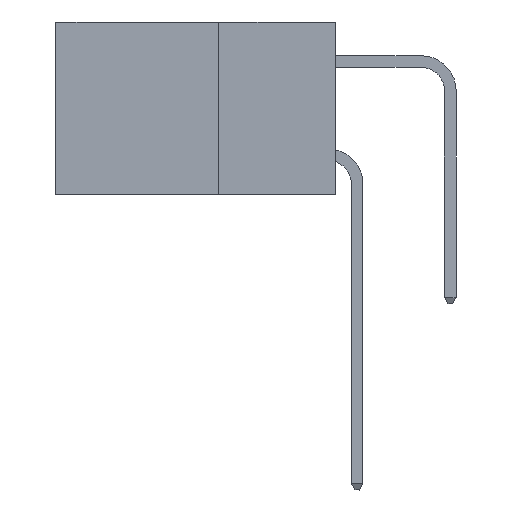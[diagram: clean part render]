
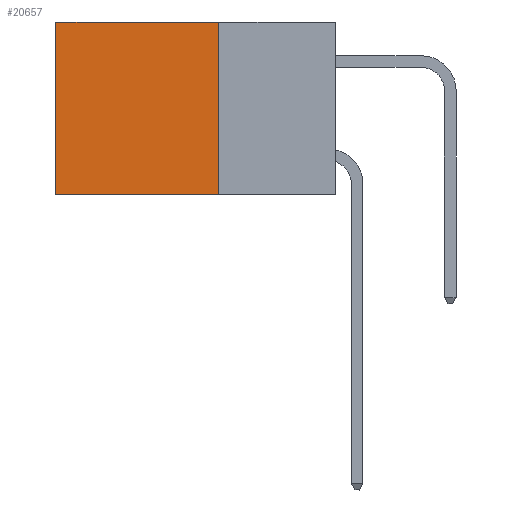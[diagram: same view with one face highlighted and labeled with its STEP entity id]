
A CAD part, left-side view. The second image highlights one B-rep face of the part: STEP entity #20657.
In plain terms, the highlighted planar face has unit normal (-1, 0, 0).
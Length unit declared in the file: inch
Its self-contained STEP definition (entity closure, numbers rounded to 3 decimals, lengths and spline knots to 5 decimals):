
#1244 = DIRECTION ( 'NONE',  ( 1., 0., 0. ) ) ;
#3310 = LINE ( 'NONE', #12935, #6631 ) ;
#4108 = DIRECTION ( 'NONE',  ( 0., 0., -1. ) ) ;
#4435 = FACE_OUTER_BOUND ( 'NONE', #12655, .T. ) ;
#4939 = CARTESIAN_POINT ( 'NONE',  ( 0.2875, 0.25, -0.37 ) ) ;
#5059 = VERTEX_POINT ( 'NONE', #14420 ) ;
#6631 = VECTOR ( 'NONE', #32360, 39.37008 ) ;
#6896 = CARTESIAN_POINT ( 'NONE',  ( 0.2875, 0.6, 0. ) ) ;
#8416 = VERTEX_POINT ( 'NONE', #24583 ) ;
#9081 = EDGE_CURVE ( 'NONE', #41768, #8416, #3310, .T. ) ;
#9459 = LINE ( 'NONE', #23301, #40747 ) ;
#9585 = EDGE_CURVE ( 'NONE', #28230, #8416, #39367, .T. ) ;
#10747 = CARTESIAN_POINT ( 'NONE',  ( 0.2875, 0.6, 0. ) ) ;
#11626 = DIRECTION ( 'NONE',  ( 0., 0., -1. ) ) ;
#12655 = EDGE_LOOP ( 'NONE', ( #33602, #18239, #21248, #22945 ) ) ;
#12935 = CARTESIAN_POINT ( 'NONE',  ( 0.2875, 0.25, -0.37 ) ) ;
#13485 = EDGE_CURVE ( 'NONE', #5059, #41768, #24429, .T. ) ;
#13500 = DIRECTION ( 'NONE',  ( 0., 1., 0. ) ) ;
#14420 = CARTESIAN_POINT ( 'NONE',  ( 0.2875, 0.25, 0. ) ) ;
#15453 = AXIS2_PLACEMENT_3D ( 'NONE', #17467, #1244, #23443 ) ;
#17467 = CARTESIAN_POINT ( 'NONE',  ( 0.2875, 0.25, 0. ) ) ;
#18239 = ORIENTED_EDGE ( 'NONE', *, *, #9081, .F. ) ;
#20657 = ADVANCED_FACE ( 'NONE', ( #4435 ), #39716, .F. ) ;
#20803 = VECTOR ( 'NONE', #4108, 39.37008 ) ;
#21248 = ORIENTED_EDGE ( 'NONE', *, *, #13485, .F. ) ;
#21326 = EDGE_CURVE ( 'NONE', #5059, #28230, #9459, .T. ) ;
#22945 = ORIENTED_EDGE ( 'NONE', *, *, #21326, .T. ) ;
#23301 = CARTESIAN_POINT ( 'NONE',  ( 0.2875, 0.25, 0. ) ) ;
#23443 = DIRECTION ( 'NONE',  ( 0., 0., -1. ) ) ;
#24429 = LINE ( 'NONE', #34265, #25173 ) ;
#24583 = CARTESIAN_POINT ( 'NONE',  ( 0.2875, 0.6, -0.37 ) ) ;
#25173 = VECTOR ( 'NONE', #11626, 39.37008 ) ;
#28230 = VERTEX_POINT ( 'NONE', #10747 ) ;
#32360 = DIRECTION ( 'NONE',  ( 0., 1., 0. ) ) ;
#33602 = ORIENTED_EDGE ( 'NONE', *, *, #9585, .T. ) ;
#34265 = CARTESIAN_POINT ( 'NONE',  ( 0.2875, 0.25, 0. ) ) ;
#39367 = LINE ( 'NONE', #6896, #20803 ) ;
#39716 = PLANE ( 'NONE',  #15453 ) ;
#40747 = VECTOR ( 'NONE', #13500, 39.37008 ) ;
#41768 = VERTEX_POINT ( 'NONE', #4939 ) ;
